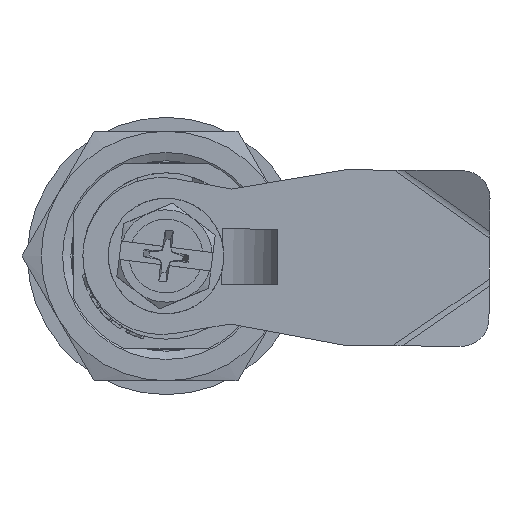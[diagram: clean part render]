
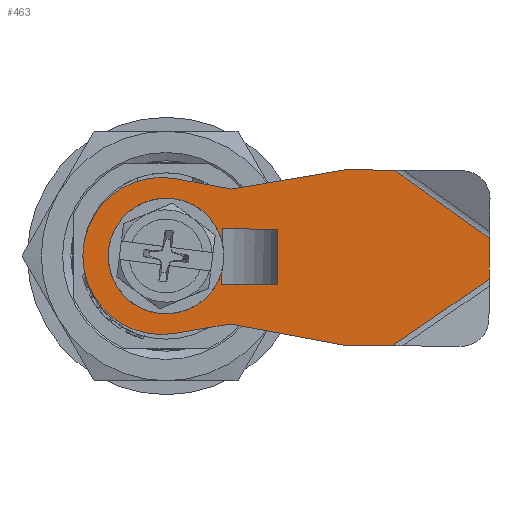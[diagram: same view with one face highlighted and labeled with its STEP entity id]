
A CAD part, front view. The second image highlights one B-rep face of the part: STEP entity #463.
In plain terms, the highlighted planar face has unit normal (0, -1, 0).
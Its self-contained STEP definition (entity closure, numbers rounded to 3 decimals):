
#463=ADVANCED_FACE('',(#875,#876,#877),#878,.F.);
#875=FACE_OUTER_BOUND('',#1642,.T.);
#876=FACE_BOUND('',#1643,.T.);
#877=FACE_BOUND('',#1644,.T.);
#878=PLANE('',#1645);
#1642=EDGE_LOOP('',(#2962,#2963,#2964,#2965,#2966,#2967,#2968,#2969,#2970,#2971));
#1643=EDGE_LOOP('',(#2972,#2973,#2974,#2975,#2976,#2977,#2978,#2979));
#1644=EDGE_LOOP('',(#2980,#2981,#2982,#2983));
#1645=AXIS2_PLACEMENT_3D('',#2984,#2985,#2986);
#2962=ORIENTED_EDGE('',*,*,#5445,.F.);
#2963=ORIENTED_EDGE('',*,*,#5446,.F.);
#2964=ORIENTED_EDGE('',*,*,#5447,.F.);
#2965=ORIENTED_EDGE('',*,*,#5437,.F.);
#2966=ORIENTED_EDGE('',*,*,#5448,.F.);
#2967=ORIENTED_EDGE('',*,*,#5449,.F.);
#2968=ORIENTED_EDGE('',*,*,#5450,.F.);
#2969=ORIENTED_EDGE('',*,*,#5431,.F.);
#2970=ORIENTED_EDGE('',*,*,#5442,.F.);
#2971=ORIENTED_EDGE('',*,*,#5451,.F.);
#2972=ORIENTED_EDGE('',*,*,#5452,.F.);
#2973=ORIENTED_EDGE('',*,*,#5453,.T.);
#2974=ORIENTED_EDGE('',*,*,#5454,.F.);
#2975=ORIENTED_EDGE('',*,*,#5455,.T.);
#2976=ORIENTED_EDGE('',*,*,#5456,.F.);
#2977=ORIENTED_EDGE('',*,*,#5457,.T.);
#2978=ORIENTED_EDGE('',*,*,#5458,.F.);
#2979=ORIENTED_EDGE('',*,*,#5459,.T.);
#2980=ORIENTED_EDGE('',*,*,#5460,.F.);
#2981=ORIENTED_EDGE('',*,*,#5461,.T.);
#2982=ORIENTED_EDGE('',*,*,#5462,.T.);
#2983=ORIENTED_EDGE('',*,*,#5463,.F.);
#2984=CARTESIAN_POINT('',(-0.5,-22.5,0.004));
#2985=DIRECTION('',(0.,1.0,0.));
#2986=DIRECTION('',(-1.,0.,0.009));
#5431=EDGE_CURVE('',#6376,#6379,#6380,.T.);
#5437=EDGE_CURVE('',#6389,#6385,#6391,.T.);
#5442=EDGE_CURVE('',#6399,#6376,#6401,.T.);
#5445=EDGE_CURVE('',#6405,#6406,#6407,.T.);
#5446=EDGE_CURVE('',#6408,#6405,#6409,.T.);
#5447=EDGE_CURVE('',#6385,#6408,#6410,.T.);
#5448=EDGE_CURVE('',#6411,#6389,#6412,.T.);
#5449=EDGE_CURVE('',#6413,#6411,#6414,.T.);
#5450=EDGE_CURVE('',#6379,#6413,#6415,.T.);
#5451=EDGE_CURVE('',#6406,#6399,#6416,.T.);
#5452=EDGE_CURVE('',#6417,#6418,#6419,.T.);
#5453=EDGE_CURVE('',#6417,#6420,#6421,.T.);
#5454=EDGE_CURVE('',#6422,#6420,#6423,.T.);
#5455=EDGE_CURVE('',#6422,#6424,#6425,.T.);
#5456=EDGE_CURVE('',#6426,#6424,#6427,.T.);
#5457=EDGE_CURVE('',#6426,#6428,#6429,.T.);
#5458=EDGE_CURVE('',#6430,#6428,#6431,.T.);
#5459=EDGE_CURVE('',#6430,#6418,#6432,.T.);
#5460=EDGE_CURVE('',#6433,#6434,#6435,.T.);
#5461=EDGE_CURVE('',#6433,#6436,#6437,.T.);
#5462=EDGE_CURVE('',#6436,#6438,#6439,.T.);
#5463=EDGE_CURVE('',#6434,#6438,#6440,.T.);
#6376=VERTEX_POINT('',#8716);
#6379=VERTEX_POINT('',#8720);
#6380=LINE('',#8721,#8722);
#6385=VERTEX_POINT('',#8729);
#6389=VERTEX_POINT('',#8735);
#6391=LINE('',#8738,#8739);
#6399=VERTEX_POINT('',#8750);
#6401=LINE('',#8752,#8753);
#6405=VERTEX_POINT('',#8758);
#6406=VERTEX_POINT('',#8759);
#6407=LINE('',#8760,#8761);
#6408=VERTEX_POINT('',#8762);
#6409=LINE('',#8763,#8764);
#6410=LINE('',#8765,#8766);
#6411=VERTEX_POINT('',#8767);
#6412=LINE('',#8768,#8769);
#6413=VERTEX_POINT('',#8770);
#6414=CIRCLE('',#8771,8.5);
#6415=LINE('',#8772,#8773);
#6416=LINE('',#8774,#8775);
#6417=VERTEX_POINT('',#8776);
#6418=VERTEX_POINT('',#8777);
#6419=LINE('',#8778,#8779);
#6420=VERTEX_POINT('',#8780);
#6421=CIRCLE('',#8781,1.0);
#6422=VERTEX_POINT('',#8782);
#6423=LINE('',#8783,#8784);
#6424=VERTEX_POINT('',#8785);
#6425=CIRCLE('',#8786,1.0);
#6426=VERTEX_POINT('',#8787);
#6427=LINE('',#8788,#8789);
#6428=VERTEX_POINT('',#8790);
#6429=CIRCLE('',#8791,1.0);
#6430=VERTEX_POINT('',#8792);
#6431=LINE('',#8793,#8794);
#6432=CIRCLE('',#8795,1.0);
#6433=VERTEX_POINT('',#8796);
#6434=VERTEX_POINT('',#8797);
#6435=LINE('',#8798,#8799);
#6436=VERTEX_POINT('',#8800);
#6437=LINE('',#8801,#8802);
#6438=VERTEX_POINT('',#8803);
#6439=LINE('',#8804,#8805);
#6440=LINE('',#8806,#8807);
#8716=CARTESIAN_POINT('',(19.293,-22.5,-9.667));
#8720=CARTESIAN_POINT('',(6.937,-22.5,-7.36));
#8721=CARTESIAN_POINT('',(27.718,-22.5,-11.24));
#8722=VECTOR('',#10971,1.0);
#8729=CARTESIAN_POINT('',(19.457,-22.5,9.332));
#8735=CARTESIAN_POINT('',(7.063,-22.5,7.239));
#8738=CARTESIAN_POINT('',(7.063,-22.5,7.239));
#8739=VECTOR('',#10977,1.0);
#8750=CARTESIAN_POINT('',(24.502,-22.5,-9.712));
#8752=CARTESIAN_POINT('',(-0.582,-22.5,-9.495));
#8753=VECTOR('',#10984,1.0);
#8758=CARTESIAN_POINT('',(35.018,-22.5,1.907));
#8759=CARTESIAN_POINT('',(34.98,-22.5,-2.511));
#8760=CARTESIAN_POINT('',(34.999,-22.5,-0.302));
#8761=VECTOR('',#10989,1.0);
#8762=CARTESIAN_POINT('',(24.666,-22.5,9.287));
#8763=CARTESIAN_POINT('',(12.369,-22.5,18.054));
#8764=VECTOR('',#10990,1.0);
#8765=CARTESIAN_POINT('',(-0.418,-22.5,9.504));
#8766=VECTOR('',#10991,1.0);
#8767=CARTESIAN_POINT('',(1.06,-22.5,8.36));
#8768=CARTESIAN_POINT('',(1.06,-22.5,8.36));
#8769=VECTOR('',#10992,1.0);
#8770=CARTESIAN_POINT('',(0.915,-22.5,-8.377));
#8771=AXIS2_PLACEMENT_3D('',#10993,#10994,#10995);
#8772=CARTESIAN_POINT('',(6.937,-22.5,-7.36));
#8773=VECTOR('',#10996,1.0);
#8774=CARTESIAN_POINT('',(12.055,-22.5,-18.265));
#8775=VECTOR('',#10997,1.0);
#8776=CARTESIAN_POINT('',(3.085,-22.5,4.024));
#8777=CARTESIAN_POINT('',(-3.015,-22.5,4.076));
#8778=CARTESIAN_POINT('',(4.085,-22.5,4.015));
#8779=VECTOR('',#10998,1.0);
#8780=CARTESIAN_POINT('',(4.076,-22.5,3.015));
#8781=AXIS2_PLACEMENT_3D('',#10999,#11000,#11001);
#8782=CARTESIAN_POINT('',(4.024,-22.5,-3.085));
#8783=CARTESIAN_POINT('',(4.015,-22.5,-4.085));
#8784=VECTOR('',#11002,1.0);
#8785=CARTESIAN_POINT('',(3.015,-22.5,-4.076));
#8786=AXIS2_PLACEMENT_3D('',#11003,#11004,#11005);
#8787=CARTESIAN_POINT('',(-3.085,-22.5,-4.024));
#8788=CARTESIAN_POINT('',(-4.085,-22.5,-4.015));
#8789=VECTOR('',#11006,1.0);
#8790=CARTESIAN_POINT('',(-4.076,-22.5,-3.015));
#8791=AXIS2_PLACEMENT_3D('',#11007,#11008,#11009);
#8792=CARTESIAN_POINT('',(-4.024,-22.5,3.085));
#8793=CARTESIAN_POINT('',(-4.015,-22.5,4.085));
#8794=VECTOR('',#11010,1.0);
#8795=AXIS2_PLACEMENT_3D('',#11011,#11012,#11013);
#8796=CARTESIAN_POINT('',(12.075,-22.5,2.896));
#8797=CARTESIAN_POINT('',(6.076,-22.5,2.948));
#8798=CARTESIAN_POINT('',(12.075,-22.5,2.896));
#8799=VECTOR('',#11014,1.0);
#8800=CARTESIAN_POINT('',(12.024,-22.5,-3.104));
#8801=CARTESIAN_POINT('',(12.075,-22.5,2.896));
#8802=VECTOR('',#11015,1.0);
#8803=CARTESIAN_POINT('',(6.024,-22.5,-3.052));
#8804=CARTESIAN_POINT('',(12.024,-22.5,-3.104));
#8805=VECTOR('',#11016,1.0);
#8806=CARTESIAN_POINT('',(6.076,-22.5,2.948));
#8807=VECTOR('',#11017,1.0);
#10971=DIRECTION('',(-0.983,0.,0.184));
#10977=DIRECTION('',(0.986,0.,0.167));
#10984=DIRECTION('',(-1.,0.,0.009));
#10989=DIRECTION('',(-0.009,0.,-1.));
#10990=DIRECTION('',(0.814,0.,-0.581));
#10991=DIRECTION('',(1.,0.,-0.009));
#10992=DIRECTION('',(0.983,0.,-0.184));
#10993=CARTESIAN_POINT('',(-0.5,-22.5,0.004));
#10994=DIRECTION('',(0.,1.0,0.));
#10995=DIRECTION('',(1.,0.,-0.009));
#10996=DIRECTION('',(-0.986,0.,-0.167));
#10997=DIRECTION('',(-0.824,0.,-0.566));
#10998=DIRECTION('',(-1.,0.,0.009));
#10999=CARTESIAN_POINT('',(3.076,-22.5,3.024));
#11000=DIRECTION('',(0.,1.0,0.));
#11001=DIRECTION('',(-1.,0.,0.009));
#11002=DIRECTION('',(0.009,0.,1.));
#11003=CARTESIAN_POINT('',(3.024,-22.5,-3.076));
#11004=DIRECTION('',(0.,1.0,0.));
#11005=DIRECTION('',(-1.,0.,0.009));
#11006=DIRECTION('',(1.,0.,-0.009));
#11007=CARTESIAN_POINT('',(-3.076,-22.5,-3.024));
#11008=DIRECTION('',(0.,1.0,0.));
#11009=DIRECTION('',(-1.,0.,0.009));
#11010=DIRECTION('',(-0.009,0.,-1.));
#11011=CARTESIAN_POINT('',(-3.024,-22.5,3.076));
#11012=DIRECTION('',(0.,1.0,0.));
#11013=DIRECTION('',(-1.,0.,0.009));
#11014=DIRECTION('',(-1.,0.,0.009));
#11015=DIRECTION('',(-0.009,0.,-1.));
#11016=DIRECTION('',(-1.,0.,0.009));
#11017=DIRECTION('',(-0.009,0.,-1.));
